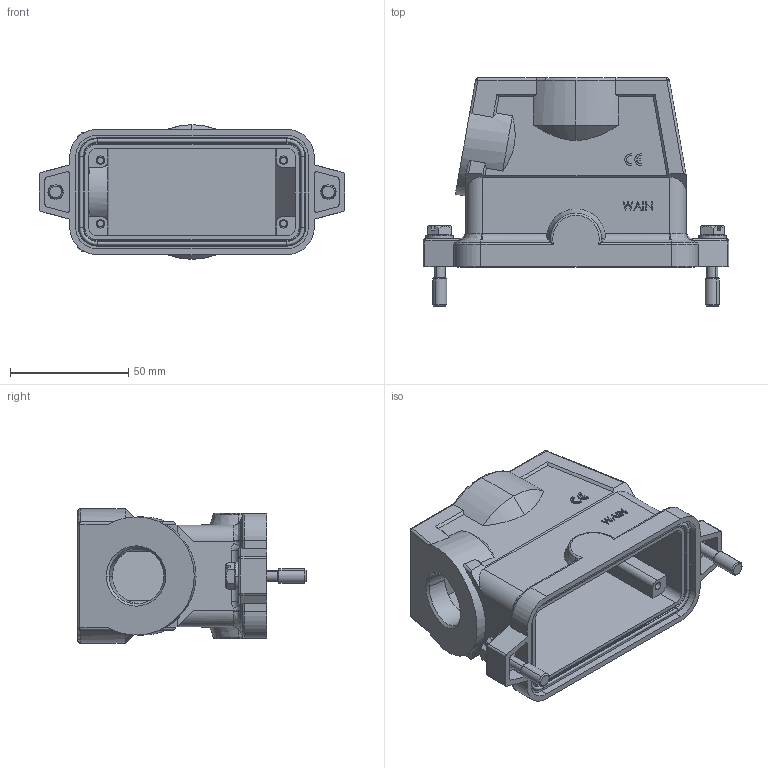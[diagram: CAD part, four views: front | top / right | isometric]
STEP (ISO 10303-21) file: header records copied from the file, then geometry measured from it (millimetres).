
FILE_DESCRIPTION((''),'2;1');
FILE_NAME('3D_1150165205003_HP16B-SEH-2S-M','2024-01-29T',('13001'),(''),'PRO/ENGINEER BY PARAMETRIC TECHNOLOGY CORPORATION, 2012480','PRO/ENGINEER BY PARAMETRIC TECHNOLOGY CORPORATION, 2012480','');
FILE_SCHEMA(('CONFIG_CONTROL_DESIGN'));
Length unit declared in the file: millimetre
Products named in the file (1): 3D_1150165205003_HP16B-SEH-2S-M
Bounding box: 129.5 x 96.6 x 57 mm (x, y, z)
Volume: 125060.8 mm3; surface area: 54844.5 mm2
Topology: 1 solids, 1 shells, 480 faces, 1227 edges, 771 vertices
Faces by surface type: plane 245, cylinder 142, cone 33, torus 28, bspline 16, sphere 16
Entity records: 15601 total; most frequent: CARTESIAN_POINT 4078, ORIENTED_EDGE 2422, DIRECTION 2336, EDGE_CURVE 1211, AXIS2_PLACEMENT_3D 802, VERTEX_POINT 771, VECTOR 732, LINE 732
